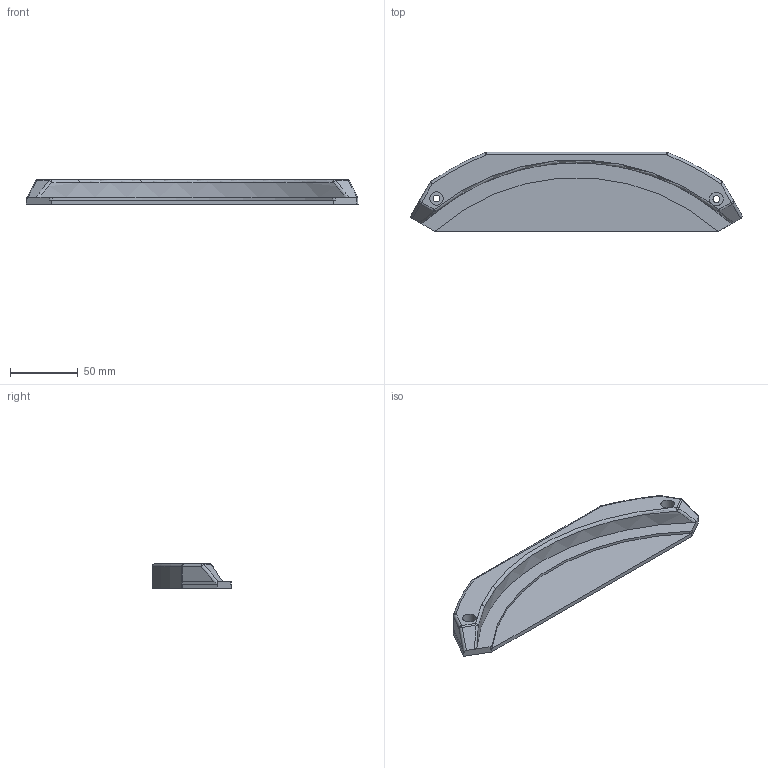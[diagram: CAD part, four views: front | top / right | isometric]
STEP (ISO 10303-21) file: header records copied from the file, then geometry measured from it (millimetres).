
FILE_DESCRIPTION(/* description */ (''),/* implementation_level */ '2;1');
FILE_NAME(/* name */ 'Delta Bed Holder without guide.stp',/* time_stamp */ '2019-09-13T06:59:26-04:00',/* author */ ('elect'),/* organization */ (''),/* preprocessor_version */ 'ST-DEVELOPER v16.13',/* originating_system */ 'Autodesk Inventor 2018',/* authorisation */ '');
FILE_SCHEMA (('AUTOMOTIVE_DESIGN { 1 0 10303 214 3 1 1 }'));
Length unit declared in the file: millimetre
Products named in the file (1): Delta Bed Holder without guide
Bounding box: 245.28 x 58.65 x 18 mm (x, y, z)
Volume: 97623.9 mm3; surface area: 34689.7 mm2
Topology: 1 solids, 1 shells, 55 faces, 130 edges, 78 vertices
Faces by surface type: cylinder 22, plane 20, sphere 8, torus 3, bspline 2
Full cylindrical faces by diameter (mm): 5 x2, 10 x2
Entity records: 1627 total; most frequent: CARTESIAN_POINT 312, DIRECTION 294, ORIENTED_EDGE 246, EDGE_CURVE 123, AXIS2_PLACEMENT_3D 120, VERTEX_POINT 75, EDGE_LOOP 64, CIRCLE 58
